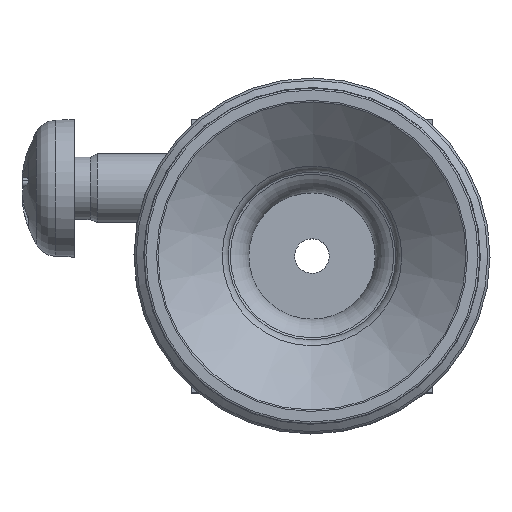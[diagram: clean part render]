
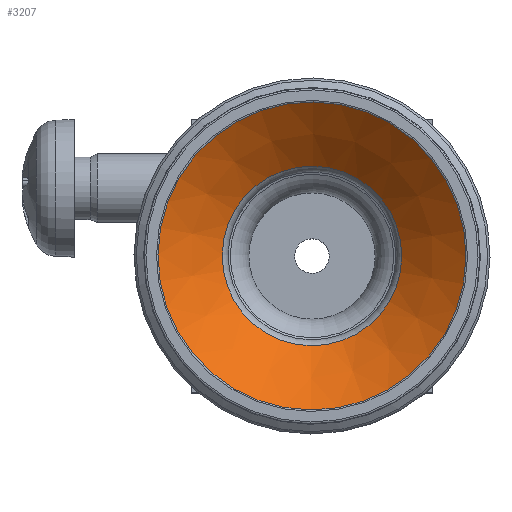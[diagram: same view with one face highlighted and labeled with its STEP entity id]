
A CAD part, front view. The second image highlights one B-rep face of the part: STEP entity #3207.
In plain terms, the highlighted conical face has half-angle 49.399 degrees and reference radius 7.817 mm.
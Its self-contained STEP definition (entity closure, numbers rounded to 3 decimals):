
#140=CONICAL_SURFACE('',#3557,7.817,0.862);
#440=FACE_OUTER_BOUND('',#652,.T.);
#652=EDGE_LOOP('',(#2484,#2485,#2486,#2487,#2488,#2489));
#850=LINE('',#7503,#1017);
#1017=VECTOR('',#4079,7.817);
#1180=CIRCLE('',#3518,7.817);
#1181=CIRCLE('',#3519,7.817);
#1199=CIRCLE('',#3542,13.407);
#1200=CIRCLE('',#3543,13.407);
#1443=VERTEX_POINT('',#7360);
#1444=VERTEX_POINT('',#7362);
#1460=VERTEX_POINT('',#7404);
#1461=VERTEX_POINT('',#7405);
#1812=EDGE_CURVE('',#1443,#1444,#1180,.T.);
#1813=EDGE_CURVE('',#1444,#1443,#1181,.T.);
#1833=EDGE_CURVE('',#1460,#1461,#1199,.T.);
#1834=EDGE_CURVE('',#1461,#1460,#1200,.T.);
#1854=EDGE_CURVE('',#1443,#1461,#850,.T.);
#2484=ORIENTED_EDGE('',*,*,#1813,.F.);
#2485=ORIENTED_EDGE('',*,*,#1812,.F.);
#2486=ORIENTED_EDGE('',*,*,#1854,.T.);
#2487=ORIENTED_EDGE('',*,*,#1834,.T.);
#2488=ORIENTED_EDGE('',*,*,#1833,.T.);
#2489=ORIENTED_EDGE('',*,*,#1854,.F.);
#3207=ADVANCED_FACE('',(#440),#140,.F.);
#3518=AXIS2_PLACEMENT_3D('',#7363,#3997,#3998);
#3519=AXIS2_PLACEMENT_3D('',#7364,#3999,#4000);
#3542=AXIS2_PLACEMENT_3D('',#7406,#4047,#4048);
#3543=AXIS2_PLACEMENT_3D('',#7407,#4049,#4050);
#3557=AXIS2_PLACEMENT_3D('',#7502,#4077,#4078);
#3997=DIRECTION('center_axis',(0.,-1.,0.));
#3998=DIRECTION('ref_axis',(0.,0.,-1.));
#3999=DIRECTION('center_axis',(0.,-1.,0.));
#4000=DIRECTION('ref_axis',(0.,0.,-1.));
#4047=DIRECTION('center_axis',(0.,-1.,0.));
#4048=DIRECTION('ref_axis',(0.,0.,1.));
#4049=DIRECTION('center_axis',(0.,-1.,0.));
#4050=DIRECTION('ref_axis',(0.,0.,1.));
#4077=DIRECTION('center_axis',(0.,-1.,0.));
#4078=DIRECTION('ref_axis',(0.,0.,-1.));
#4079=DIRECTION('',(0.,-0.651,0.759));
#7360=CARTESIAN_POINT('',(0.,4.84,7.817));
#7362=CARTESIAN_POINT('',(0.,4.84,-7.817));
#7363=CARTESIAN_POINT('Origin',(0.,4.84,0.));
#7364=CARTESIAN_POINT('Origin',(0.,4.84,0.));
#7404=CARTESIAN_POINT('',(0.,0.048,-13.407));
#7405=CARTESIAN_POINT('',(0.,0.048,13.407));
#7406=CARTESIAN_POINT('Origin',(0.,0.048,0.));
#7407=CARTESIAN_POINT('Origin',(0.,0.048,0.));
#7502=CARTESIAN_POINT('Origin',(0.,4.84,0.));
#7503=CARTESIAN_POINT('',(0.,4.84,7.817));
